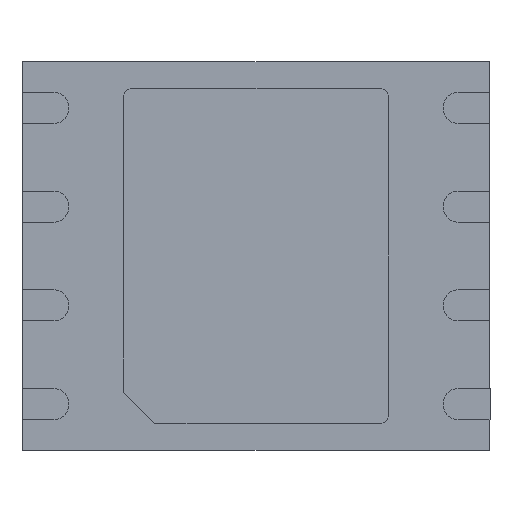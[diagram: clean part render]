
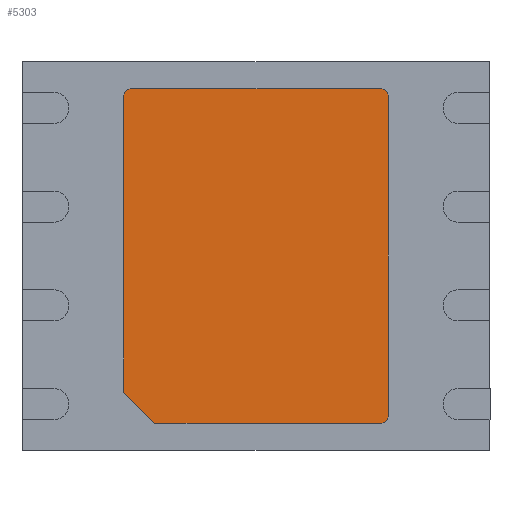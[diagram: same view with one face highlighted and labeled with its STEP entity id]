
A CAD part, front view. The second image highlights one B-rep face of the part: STEP entity #5303.
In plain terms, the highlighted planar face has unit normal (0, -1, 0).
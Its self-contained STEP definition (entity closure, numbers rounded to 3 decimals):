
#376 = CARTESIAN_POINT ( 'NONE',  ( 1.6, 0., -2.15 ) ) ;
#496 = EDGE_CURVE ( 'NONE', #10081, #2934, #7669, .T. ) ;
#637 = VECTOR ( 'NONE', #3113, 1000. ) ;
#1106 = CARTESIAN_POINT ( 'NONE',  ( -1.6, 0., 2.05 ) ) ;
#1766 = CARTESIAN_POINT ( 'NONE',  ( 1.6, 0., 2.15 ) ) ;
#2066 = PLANE ( 'NONE',  #9016 ) ;
#2098 = CARTESIAN_POINT ( 'NONE',  ( 1.6, 0., -2.05 ) ) ;
#2121 = EDGE_CURVE ( 'NONE', #2934, #7190, #11693, .T. ) ;
#2934 = VERTEX_POINT ( 'NONE', #5322 ) ;
#2966 = VECTOR ( 'NONE', #9147, 1000. ) ;
#3075 = DIRECTION ( 'NONE',  ( 0., 0., -1. ) ) ;
#3113 = DIRECTION ( 'NONE',  ( -0.707, 0., 0.707 ) ) ;
#3135 = CARTESIAN_POINT ( 'NONE',  ( 1.6, 0., 2.15 ) ) ;
#3210 = VECTOR ( 'NONE', #8785, 1000. ) ;
#3250 = DIRECTION ( 'NONE',  ( 0., 1., 0. ) ) ;
#3286 = DIRECTION ( 'NONE',  ( 0., 0., -1. ) ) ;
#3636 = CARTESIAN_POINT ( 'NONE',  ( -1.6, 0., 2.15 ) ) ;
#3649 = VERTEX_POINT ( 'NONE', #11790 ) ;
#3888 = ORIENTED_EDGE ( 'NONE', *, *, #10586, .F. ) ;
#4006 = DIRECTION ( 'NONE',  ( 0., 0., -1. ) ) ;
#4251 = CARTESIAN_POINT ( 'NONE',  ( 1.7, 0., -2.05 ) ) ;
#5104 = ORIENTED_EDGE ( 'NONE', *, *, #2121, .F. ) ;
#5140 = VERTEX_POINT ( 'NONE', #6573 ) ;
#5179 = VECTOR ( 'NONE', #8291, 1000. ) ;
#5303 = ADVANCED_FACE ( 'NONE', ( #7178 ), #2066, .T. ) ;
#5322 = CARTESIAN_POINT ( 'NONE',  ( -1.7, 0., 2.05 ) ) ;
#5352 = EDGE_CURVE ( 'NONE', #3649, #7467, #9659, .T. ) ;
#5668 = CARTESIAN_POINT ( 'NONE',  ( 1.7, 0., 2.05 ) ) ;
#5762 = LINE ( 'NONE', #3135, #3210 ) ;
#5957 = CARTESIAN_POINT ( 'NONE',  ( -1.3, 0., -2.15 ) ) ;
#6386 = ORIENTED_EDGE ( 'NONE', *, *, #12144, .F. ) ;
#6491 = CARTESIAN_POINT ( 'NONE',  ( -1.7, 0., -1.75 ) ) ;
#6573 = CARTESIAN_POINT ( 'NONE',  ( -1.3, 0., -2.15 ) ) ;
#6776 = LINE ( 'NONE', #4251, #11156 ) ;
#6779 = CIRCLE ( 'NONE', #8945, 0.1 ) ;
#6916 = ORIENTED_EDGE ( 'NONE', *, *, #496, .F. ) ;
#7178 = FACE_OUTER_BOUND ( 'NONE', #9293, .T. ) ;
#7190 = VERTEX_POINT ( 'NONE', #3636 ) ;
#7262 = CARTESIAN_POINT ( 'NONE',  ( 1.6, 0., -2.15 ) ) ;
#7467 = VERTEX_POINT ( 'NONE', #376 ) ;
#7669 = LINE ( 'NONE', #11925, #5179 ) ;
#7698 = LINE ( 'NONE', #7262, #2966 ) ;
#7918 = EDGE_CURVE ( 'NONE', #7467, #5140, #7698, .T. ) ;
#8291 = DIRECTION ( 'NONE',  ( 0., 0., 1. ) ) ;
#8389 = AXIS2_PLACEMENT_3D ( 'NONE', #2098, #8738, #3075 ) ;
#8430 = VERTEX_POINT ( 'NONE', #5668 ) ;
#8738 = DIRECTION ( 'NONE',  ( 0., 1., 0. ) ) ;
#8785 = DIRECTION ( 'NONE',  ( 1., 0., 0. ) ) ;
#8902 = CARTESIAN_POINT ( 'NONE',  ( 1.6, 0., 2.05 ) ) ;
#8945 = AXIS2_PLACEMENT_3D ( 'NONE', #8902, #3250, #9821 ) ;
#8948 = ORIENTED_EDGE ( 'NONE', *, *, #7918, .F. ) ;
#8993 = ORIENTED_EDGE ( 'NONE', *, *, #9462, .F. ) ;
#9003 = EDGE_CURVE ( 'NONE', #10838, #8430, #6779, .T. ) ;
#9016 = AXIS2_PLACEMENT_3D ( 'NONE', #1106, #9624, #4006 ) ;
#9147 = DIRECTION ( 'NONE',  ( -1., 0., 0. ) ) ;
#9293 = EDGE_LOOP ( 'NONE', ( #8948, #9680, #3888, #11711, #8993, #5104, #6916, #6386 ) ) ;
#9462 = EDGE_CURVE ( 'NONE', #7190, #10838, #5762, .T. ) ;
#9624 = DIRECTION ( 'NONE',  ( 0., -1., 0. ) ) ;
#9659 = CIRCLE ( 'NONE', #8389, 0.1 ) ;
#9680 = ORIENTED_EDGE ( 'NONE', *, *, #5352, .F. ) ;
#9821 = DIRECTION ( 'NONE',  ( 0., 0., -1. ) ) ;
#10081 = VERTEX_POINT ( 'NONE', #6491 ) ;
#10258 = AXIS2_PLACEMENT_3D ( 'NONE', #12215, #12152, #12072 ) ;
#10586 = EDGE_CURVE ( 'NONE', #8430, #3649, #6776, .T. ) ;
#10838 = VERTEX_POINT ( 'NONE', #1766 ) ;
#11156 = VECTOR ( 'NONE', #3286, 1000. ) ;
#11693 = CIRCLE ( 'NONE', #10258, 0.1 ) ;
#11711 = ORIENTED_EDGE ( 'NONE', *, *, #9003, .F. ) ;
#11790 = CARTESIAN_POINT ( 'NONE',  ( 1.7, 0., -2.05 ) ) ;
#11858 = LINE ( 'NONE', #5957, #637 ) ;
#11925 = CARTESIAN_POINT ( 'NONE',  ( -1.7, 0., -1.75 ) ) ;
#12072 = DIRECTION ( 'NONE',  ( 0., 0., -1. ) ) ;
#12144 = EDGE_CURVE ( 'NONE', #5140, #10081, #11858, .T. ) ;
#12152 = DIRECTION ( 'NONE',  ( 0., 1., 0. ) ) ;
#12215 = CARTESIAN_POINT ( 'NONE',  ( -1.6, 0., 2.05 ) ) ;
